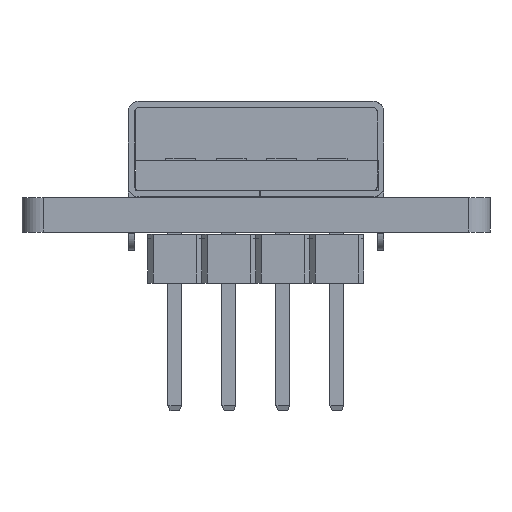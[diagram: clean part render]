
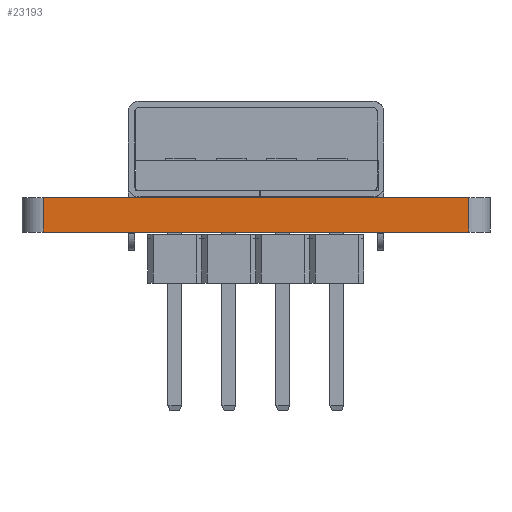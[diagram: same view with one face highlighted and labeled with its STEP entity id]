
A CAD part, left-side view. The second image highlights one B-rep face of the part: STEP entity #23193.
In plain terms, the highlighted planar face has unit normal (-1, 0, 0).
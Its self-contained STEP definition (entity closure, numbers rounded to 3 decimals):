
#21808 = PLANE('',#21809);
#21809 = AXIS2_PLACEMENT_3D('',#21810,#21811,#21812);
#21810 = CARTESIAN_POINT('',(11.,11.,1.6));
#21811 = DIRECTION('',(0.,0.,1.));
#21812 = DIRECTION('',(1.,0.,-0.));
#21836 = CYLINDRICAL_SURFACE('',#21837,1.);
#21837 = AXIS2_PLACEMENT_3D('',#21838,#21839,#21840);
#21838 = CARTESIAN_POINT('',(1.,21.,0.));
#21839 = DIRECTION('',(-0.,-0.,-1.));
#21840 = DIRECTION('',(1.,0.,-0.));
#21862 = PLANE('',#21863);
#21863 = AXIS2_PLACEMENT_3D('',#21864,#21865,#21866);
#21864 = CARTESIAN_POINT('',(11.,11.,0.));
#21865 = DIRECTION('',(0.,0.,1.));
#21866 = DIRECTION('',(1.,0.,-0.));
#21957 = VERTEX_POINT('',#21958);
#21958 = CARTESIAN_POINT('',(0.,21.,1.6));
#21980 = EDGE_CURVE('',#21981,#21957,#21983,.T.);
#21981 = VERTEX_POINT('',#21982);
#21982 = CARTESIAN_POINT('',(0.,21.,0.));
#21983 = SURFACE_CURVE('',#21984,(#21988,#21995),.PCURVE_S1.);
#21984 = LINE('',#21985,#21986);
#21985 = CARTESIAN_POINT('',(0.,21.,0.));
#21986 = VECTOR('',#21987,1.);
#21987 = DIRECTION('',(0.,0.,1.));
#21988 = PCURVE('',#21836,#21989);
#21989 = DEFINITIONAL_REPRESENTATION('',(#21990),#21994);
#21990 = LINE('',#21991,#21992);
#21991 = CARTESIAN_POINT('',(-3.142,0.));
#21992 = VECTOR('',#21993,1.);
#21993 = DIRECTION('',(-0.,-1.));
#21994 = ( GEOMETRIC_REPRESENTATION_CONTEXT(2) 
PARAMETRIC_REPRESENTATION_CONTEXT() REPRESENTATION_CONTEXT('2D SPACE',''
  ) );
#21995 = PCURVE('',#21996,#22001);
#21996 = PLANE('',#21997);
#21997 = AXIS2_PLACEMENT_3D('',#21998,#21999,#22000);
#21998 = CARTESIAN_POINT('',(0.,21.,0.));
#21999 = DIRECTION('',(1.,0.,-0.));
#22000 = DIRECTION('',(0.,-1.,0.));
#22001 = DEFINITIONAL_REPRESENTATION('',(#22002),#22006);
#22002 = LINE('',#22003,#22004);
#22003 = CARTESIAN_POINT('',(0.,0.));
#22004 = VECTOR('',#22005,1.);
#22005 = DIRECTION('',(0.,-1.));
#22006 = ( GEOMETRIC_REPRESENTATION_CONTEXT(2) 
PARAMETRIC_REPRESENTATION_CONTEXT() REPRESENTATION_CONTEXT('2D SPACE',''
  ) );
#22035 = EDGE_CURVE('',#21981,#22036,#22038,.T.);
#22036 = VERTEX_POINT('',#22037);
#22037 = CARTESIAN_POINT('',(0.,1.,0.));
#22038 = SURFACE_CURVE('',#22039,(#22043,#22050),.PCURVE_S1.);
#22039 = LINE('',#22040,#22041);
#22040 = CARTESIAN_POINT('',(0.,21.,0.));
#22041 = VECTOR('',#22042,1.);
#22042 = DIRECTION('',(0.,-1.,0.));
#22043 = PCURVE('',#21862,#22044);
#22044 = DEFINITIONAL_REPRESENTATION('',(#22045),#22049);
#22045 = LINE('',#22046,#22047);
#22046 = CARTESIAN_POINT('',(-11.,10.));
#22047 = VECTOR('',#22048,1.);
#22048 = DIRECTION('',(0.,-1.));
#22049 = ( GEOMETRIC_REPRESENTATION_CONTEXT(2) 
PARAMETRIC_REPRESENTATION_CONTEXT() REPRESENTATION_CONTEXT('2D SPACE',''
  ) );
#22050 = PCURVE('',#21996,#22051);
#22051 = DEFINITIONAL_REPRESENTATION('',(#22052),#22056);
#22052 = LINE('',#22053,#22054);
#22053 = CARTESIAN_POINT('',(0.,0.));
#22054 = VECTOR('',#22055,1.);
#22055 = DIRECTION('',(1.,0.));
#22056 = ( GEOMETRIC_REPRESENTATION_CONTEXT(2) 
PARAMETRIC_REPRESENTATION_CONTEXT() REPRESENTATION_CONTEXT('2D SPACE',''
  ) );
#22075 = CYLINDRICAL_SURFACE('',#22076,1.);
#22076 = AXIS2_PLACEMENT_3D('',#22077,#22078,#22079);
#22077 = CARTESIAN_POINT('',(1.,1.,0.));
#22078 = DIRECTION('',(-0.,-0.,-1.));
#22079 = DIRECTION('',(1.,0.,-0.));
#22651 = EDGE_CURVE('',#21957,#22652,#22654,.T.);
#22652 = VERTEX_POINT('',#22653);
#22653 = CARTESIAN_POINT('',(0.,1.,1.6));
#22654 = SURFACE_CURVE('',#22655,(#22659,#22666),.PCURVE_S1.);
#22655 = LINE('',#22656,#22657);
#22656 = CARTESIAN_POINT('',(0.,21.,1.6));
#22657 = VECTOR('',#22658,1.);
#22658 = DIRECTION('',(0.,-1.,0.));
#22659 = PCURVE('',#21808,#22660);
#22660 = DEFINITIONAL_REPRESENTATION('',(#22661),#22665);
#22661 = LINE('',#22662,#22663);
#22662 = CARTESIAN_POINT('',(-11.,10.));
#22663 = VECTOR('',#22664,1.);
#22664 = DIRECTION('',(0.,-1.));
#22665 = ( GEOMETRIC_REPRESENTATION_CONTEXT(2) 
PARAMETRIC_REPRESENTATION_CONTEXT() REPRESENTATION_CONTEXT('2D SPACE',''
  ) );
#22666 = PCURVE('',#21996,#22667);
#22667 = DEFINITIONAL_REPRESENTATION('',(#22668),#22672);
#22668 = LINE('',#22669,#22670);
#22669 = CARTESIAN_POINT('',(0.,-1.6));
#22670 = VECTOR('',#22671,1.);
#22671 = DIRECTION('',(1.,0.));
#22672 = ( GEOMETRIC_REPRESENTATION_CONTEXT(2) 
PARAMETRIC_REPRESENTATION_CONTEXT() REPRESENTATION_CONTEXT('2D SPACE',''
  ) );
#23193 = ADVANCED_FACE('',(#23194),#21996,.F.);
#23194 = FACE_BOUND('',#23195,.F.);
#23195 = EDGE_LOOP('',(#23196,#23197,#23198,#23219));
#23196 = ORIENTED_EDGE('',*,*,#21980,.T.);
#23197 = ORIENTED_EDGE('',*,*,#22651,.T.);
#23198 = ORIENTED_EDGE('',*,*,#23199,.F.);
#23199 = EDGE_CURVE('',#22036,#22652,#23200,.T.);
#23200 = SURFACE_CURVE('',#23201,(#23205,#23212),.PCURVE_S1.);
#23201 = LINE('',#23202,#23203);
#23202 = CARTESIAN_POINT('',(0.,1.,0.));
#23203 = VECTOR('',#23204,1.);
#23204 = DIRECTION('',(0.,0.,1.));
#23205 = PCURVE('',#21996,#23206);
#23206 = DEFINITIONAL_REPRESENTATION('',(#23207),#23211);
#23207 = LINE('',#23208,#23209);
#23208 = CARTESIAN_POINT('',(20.,0.));
#23209 = VECTOR('',#23210,1.);
#23210 = DIRECTION('',(0.,-1.));
#23211 = ( GEOMETRIC_REPRESENTATION_CONTEXT(2) 
PARAMETRIC_REPRESENTATION_CONTEXT() REPRESENTATION_CONTEXT('2D SPACE',''
  ) );
#23212 = PCURVE('',#22075,#23213);
#23213 = DEFINITIONAL_REPRESENTATION('',(#23214),#23218);
#23214 = LINE('',#23215,#23216);
#23215 = CARTESIAN_POINT('',(-3.142,0.));
#23216 = VECTOR('',#23217,1.);
#23217 = DIRECTION('',(-0.,-1.));
#23218 = ( GEOMETRIC_REPRESENTATION_CONTEXT(2) 
PARAMETRIC_REPRESENTATION_CONTEXT() REPRESENTATION_CONTEXT('2D SPACE',''
  ) );
#23219 = ORIENTED_EDGE('',*,*,#22035,.F.);
